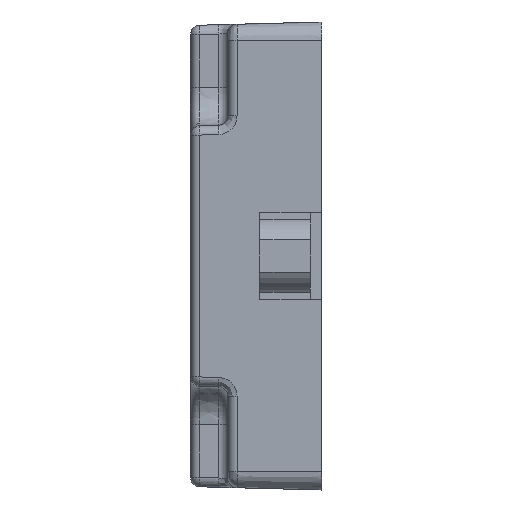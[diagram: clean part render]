
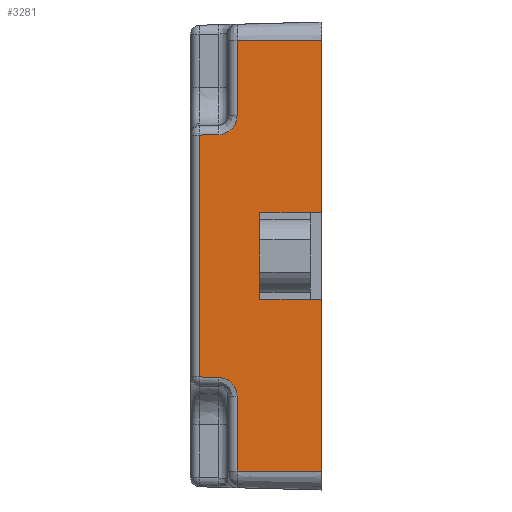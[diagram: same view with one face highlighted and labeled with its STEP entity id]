
A CAD part, left-side view. The second image highlights one B-rep face of the part: STEP entity #3281.
In plain terms, the highlighted planar face has unit normal (-1, 0.026, 0).
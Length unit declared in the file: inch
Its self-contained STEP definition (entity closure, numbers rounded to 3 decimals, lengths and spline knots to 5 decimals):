
#158=PLANE('',#3635);
#186=B_SPLINE_CURVE_WITH_KNOTS('',3,(#5800,#5801,#5802,#5803,#5804,#5805,
#5806,#5807,#5808,#5809),.UNSPECIFIED.,.F.,.F.,(4,2,2,2,4),(0.,0.25,0.5,
0.75,1.),.UNSPECIFIED.);
#187=B_SPLINE_CURVE_WITH_KNOTS('',3,(#5860,#5861,#5862,#5863,#5864,#5865,
#5866,#5867,#5868,#5869),.UNSPECIFIED.,.F.,.F.,(4,2,2,2,4),(0.,0.25,0.5,
0.75,1.),.UNSPECIFIED.);
#351=FACE_OUTER_BOUND('',#547,.T.);
#547=EDGE_LOOP('',(#2911,#2912,#2913,#2914,#2915,#2916,#2917,#2918,#2919,
#2920,#2921,#2922,#2923,#2924));
#780=LINE('',#5751,#1054);
#781=LINE('',#5755,#1055);
#783=LINE('',#5817,#1057);
#784=LINE('',#5871,#1058);
#785=LINE('',#5874,#1059);
#788=LINE('',#5882,#1062);
#790=LINE('',#5885,#1064);
#793=LINE('',#5895,#1067);
#796=LINE('',#5908,#1070);
#808=LINE('',#6059,#1082);
#812=LINE('',#6066,#1086);
#829=LINE('',#6225,#1103);
#1054=VECTOR('',#4346,39.37008);
#1055=VECTOR('',#4351,39.37008);
#1057=VECTOR('',#4363,39.37008);
#1058=VECTOR('',#4368,39.37008);
#1059=VECTOR('',#4371,39.37008);
#1062=VECTOR('',#4378,39.37008);
#1064=VECTOR('',#4382,39.37008);
#1067=VECTOR('',#4393,39.37008);
#1070=VECTOR('',#4408,39.37008);
#1082=VECTOR('',#4468,39.37008);
#1086=VECTOR('',#4474,39.37008);
#1103=VECTOR('',#4547,39.37008);
#1482=VERTEX_POINT('',#5390);
#1489=VERTEX_POINT('',#5415);
#1532=VERTEX_POINT('',#5747);
#1533=VERTEX_POINT('',#5749);
#1534=VERTEX_POINT('',#5753);
#1536=VERTEX_POINT('',#5798);
#1538=VERTEX_POINT('',#5812);
#1539=VERTEX_POINT('',#5815);
#1540=VERTEX_POINT('',#5858);
#1541=VERTEX_POINT('',#5873);
#1543=VERTEX_POINT('',#5879);
#1544=VERTEX_POINT('',#5881);
#1547=VERTEX_POINT('',#5893);
#1551=VERTEX_POINT('',#5907);
#1946=EDGE_CURVE('',#1532,#1533,#780,.T.);
#1948=EDGE_CURVE('',#1489,#1534,#781,.T.);
#1951=EDGE_CURVE('',#1534,#1536,#186,.T.);
#1955=EDGE_CURVE('',#1538,#1539,#783,.T.);
#1957=EDGE_CURVE('',#1539,#1540,#187,.T.);
#1958=EDGE_CURVE('',#1540,#1482,#784,.T.);
#1959=EDGE_CURVE('',#1482,#1541,#785,.T.);
#1963=EDGE_CURVE('',#1544,#1543,#788,.T.);
#1965=EDGE_CURVE('',#1543,#1532,#790,.T.);
#1970=EDGE_CURVE('',#1536,#1547,#793,.T.);
#1976=EDGE_CURVE('',#1551,#1489,#796,.T.);
#2004=EDGE_CURVE('',#1541,#1544,#808,.T.);
#2009=EDGE_CURVE('',#1533,#1551,#812,.T.);
#2041=EDGE_CURVE('',#1538,#1547,#829,.T.);
#2911=ORIENTED_EDGE('',*,*,#1963,.T.);
#2912=ORIENTED_EDGE('',*,*,#1965,.T.);
#2913=ORIENTED_EDGE('',*,*,#1946,.T.);
#2914=ORIENTED_EDGE('',*,*,#2009,.T.);
#2915=ORIENTED_EDGE('',*,*,#1976,.T.);
#2916=ORIENTED_EDGE('',*,*,#1948,.T.);
#2917=ORIENTED_EDGE('',*,*,#1951,.T.);
#2918=ORIENTED_EDGE('',*,*,#1970,.T.);
#2919=ORIENTED_EDGE('',*,*,#2041,.F.);
#2920=ORIENTED_EDGE('',*,*,#1955,.T.);
#2921=ORIENTED_EDGE('',*,*,#1957,.T.);
#2922=ORIENTED_EDGE('',*,*,#1958,.T.);
#2923=ORIENTED_EDGE('',*,*,#1959,.T.);
#2924=ORIENTED_EDGE('',*,*,#2004,.T.);
#3281=ADVANCED_FACE('',(#351),#158,.T.);
#3635=AXIS2_PLACEMENT_3D('',#6224,#4545,#4546);
#4346=DIRECTION('',(-0.026,-1.,0.));
#4351=DIRECTION('',(0.,0.,-1.));
#4363=DIRECTION('',(-0.026,-0.999,-0.026));
#4368=DIRECTION('',(0.,0.,-1.));
#4371=DIRECTION('',(-0.026,-1.,0.));
#4378=DIRECTION('',(0.026,1.,0.));
#4382=DIRECTION('',(0.,0.,1.));
#4393=DIRECTION('',(0.026,0.999,-0.026));
#4408=DIRECTION('',(0.026,1.,0.));
#4468=DIRECTION('',(0.,0.,1.));
#4474=DIRECTION('',(0.,0.,1.));
#4545=DIRECTION('center_axis',(-1.,0.026,0.));
#4546=DIRECTION('ref_axis',(-0.026,-1.,0.));
#4547=DIRECTION('',(0.,0.,1.));
#5390=CARTESIAN_POINT('',(-0.52684,0.17768,-0.45276));
#5415=CARTESIAN_POINT('',(-0.52684,0.17768,0.45276));
#5747=CARTESIAN_POINT('',(-0.52809,0.12992,0.09055));
#5749=CARTESIAN_POINT('',(-0.5315,0.,0.09055));
#5751=CARTESIAN_POINT('',(-0.5315,0.,0.09055));
#5753=CARTESIAN_POINT('',(-0.52684,0.17768,0.29477));
#5755=CARTESIAN_POINT('',(-0.52684,0.17768,-0.56055));
#5798=CARTESIAN_POINT('',(-0.52584,0.21602,0.25541));
#5800=CARTESIAN_POINT('Ctrl Pts',(-0.52684,0.17768,
0.29477));
#5801=CARTESIAN_POINT('Ctrl Pts',(-0.52684,0.17768,
0.28965));
#5802=CARTESIAN_POINT('Ctrl Pts',(-0.52682,0.17865,
0.28471));
#5803=CARTESIAN_POINT('Ctrl Pts',(-0.52672,0.1825,
0.2752));
#5804=CARTESIAN_POINT('Ctrl Pts',(-0.52664,0.18528,
0.27096));
#5805=CARTESIAN_POINT('Ctrl Pts',(-0.52646,0.19242,0.26362));
#5806=CARTESIAN_POINT('Ctrl Pts',(-0.52635,0.19661,
0.26074));
#5807=CARTESIAN_POINT('Ctrl Pts',(-0.5261,0.20599,
0.25664));
#5808=CARTESIAN_POINT('Ctrl Pts',(-0.52597,0.21089,0.25555));
#5809=CARTESIAN_POINT('Ctrl Pts',(-0.52584,0.21602,
0.25541));
#5812=CARTESIAN_POINT('',(-0.52478,0.25642,-0.25435));
#5815=CARTESIAN_POINT('',(-0.52584,0.21602,-0.25541));
#5817=CARTESIAN_POINT('',(-0.52478,0.25642,-0.25435));
#5858=CARTESIAN_POINT('',(-0.52684,0.17768,-0.29477));
#5860=CARTESIAN_POINT('Ctrl Pts',(-0.52584,0.21602,
-0.25541));
#5861=CARTESIAN_POINT('Ctrl Pts',(-0.52597,0.21091,
-0.25555));
#5862=CARTESIAN_POINT('Ctrl Pts',(-0.5261,0.206,
-0.25664));
#5863=CARTESIAN_POINT('Ctrl Pts',(-0.52635,0.19659,
-0.26074));
#5864=CARTESIAN_POINT('Ctrl Pts',(-0.52646,0.19243,
-0.26363));
#5865=CARTESIAN_POINT('Ctrl Pts',(-0.52664,0.18528,
-0.27096));
#5866=CARTESIAN_POINT('Ctrl Pts',(-0.52672,0.1825,-0.27522));
#5867=CARTESIAN_POINT('Ctrl Pts',(-0.52682,0.17865,-0.2847));
#5868=CARTESIAN_POINT('Ctrl Pts',(-0.52684,0.17768,-0.28963));
#5869=CARTESIAN_POINT('Ctrl Pts',(-0.52684,0.17768,
-0.29477));
#5871=CARTESIAN_POINT('',(-0.52684,0.17768,-0.56055));
#5873=CARTESIAN_POINT('',(-0.5315,0.,-0.45276));
#5874=CARTESIAN_POINT('',(-0.5315,0.,-0.45276));
#5879=CARTESIAN_POINT('',(-0.52809,0.12992,-0.09055));
#5881=CARTESIAN_POINT('',(-0.5315,0.,-0.09055));
#5882=CARTESIAN_POINT('',(-0.5315,0.,-0.09055));
#5885=CARTESIAN_POINT('',(-0.52809,0.12992,-0.56055));
#5893=CARTESIAN_POINT('',(-0.52478,0.25642,0.25435));
#5895=CARTESIAN_POINT('',(-0.52584,0.21602,0.25541));
#5907=CARTESIAN_POINT('',(-0.5315,0.,0.45276));
#5908=CARTESIAN_POINT('',(-0.5315,0.,0.45276));
#6059=CARTESIAN_POINT('',(-0.5315,0.,-0.56055));
#6066=CARTESIAN_POINT('',(-0.5315,0.,-0.56055));
#6224=CARTESIAN_POINT('Origin',(-0.5315,0.,-0.56055));
#6225=CARTESIAN_POINT('',(-0.52478,0.25642,-0.45648));
